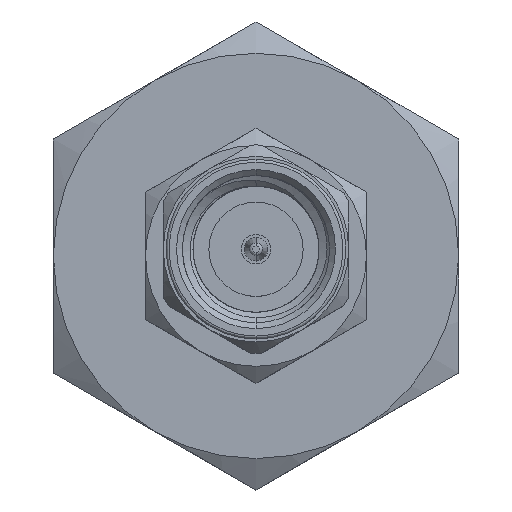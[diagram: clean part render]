
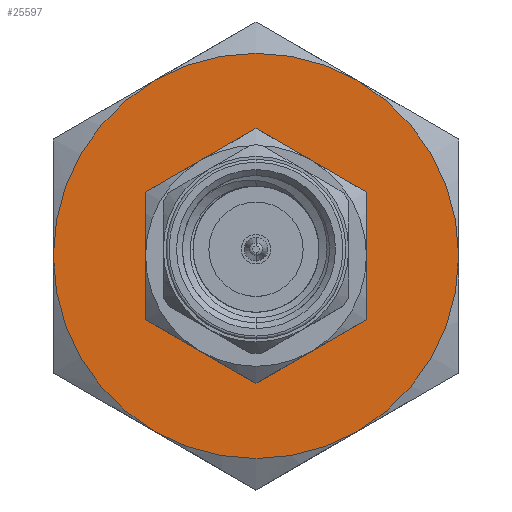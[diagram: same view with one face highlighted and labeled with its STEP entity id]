
A CAD part, top view. The second image highlights one B-rep face of the part: STEP entity #25597.
In plain terms, the highlighted face is planar.
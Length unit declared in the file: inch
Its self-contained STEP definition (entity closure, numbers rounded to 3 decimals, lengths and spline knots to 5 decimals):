
#52 = CARTESIAN_POINT ( 'NONE',  ( 0.8, 0.10825, 0.1875 ) ) ;
#300 = VERTEX_POINT ( 'NONE', #3652 ) ;
#334 = EDGE_CURVE ( 'NONE', #2471, #18592, #18052, .T. ) ;
#511 = DIRECTION ( 'NONE',  ( 0., -1., 0. ) ) ;
#1513 = LINE ( 'NONE', #1948, #3836 ) ;
#1638 = VERTEX_POINT ( 'NONE', #23683 ) ;
#1886 = CARTESIAN_POINT ( 'NONE',  ( 0.8, -0.21651, 0. ) ) ;
#1948 = CARTESIAN_POINT ( 'NONE',  ( 0.8, 0.21651, 0. ) ) ;
#1986 = DIRECTION ( 'NONE',  ( 0., 0., -1. ) ) ;
#2256 = CARTESIAN_POINT ( 'NONE',  ( 0.8, -0.10825, -0.1875 ) ) ;
#2471 = VERTEX_POINT ( 'NONE', #3414 ) ;
#2614 = ORIENTED_EDGE ( 'NONE', *, *, #334, .F. ) ;
#2680 = EDGE_CURVE ( 'NONE', #1638, #10025, #22818, .T. ) ;
#3070 = EDGE_CURVE ( 'NONE', #18592, #300, #1513, .T. ) ;
#3073 = LINE ( 'NONE', #10397, #24660 ) ;
#3394 = DIRECTION ( 'NONE',  ( 0., 1., 0. ) ) ;
#3414 = CARTESIAN_POINT ( 'NONE',  ( 0.8, 0.10825, -0.1875 ) ) ;
#3566 = VERTEX_POINT ( 'NONE', #14862 ) ;
#3652 = CARTESIAN_POINT ( 'NONE',  ( 0.8, 0.10825, 0.1875 ) ) ;
#3658 = AXIS2_PLACEMENT_3D ( 'NONE', #6292, #4156, #25679 ) ;
#3836 = VECTOR ( 'NONE', #10539, 39.37008 ) ;
#4156 = DIRECTION ( 'NONE',  ( 1., 0., 0. ) ) ;
#4373 = DIRECTION ( 'NONE',  ( 0., 0., -1. ) ) ;
#4411 = CIRCLE ( 'NONE', #20197, 0.344 ) ;
#4536 = CARTESIAN_POINT ( 'NONE',  ( 0.8, 0., 0. ) ) ;
#4612 = ORIENTED_EDGE ( 'NONE', *, *, #2680, .F. ) ;
#4746 = FACE_BOUND ( 'NONE', #8827, .T. ) ;
#5065 = VERTEX_POINT ( 'NONE', #16825 ) ;
#5561 = EDGE_CURVE ( 'NONE', #7621, #5065, #13508, .T. ) ;
#5609 = CARTESIAN_POINT ( 'NONE',  ( 0.8, -0.29791, 0.172 ) ) ;
#5824 = VECTOR ( 'NONE', #11113, 39.37008 ) ;
#6292 = CARTESIAN_POINT ( 'NONE',  ( 0.8, 0., 0. ) ) ;
#6765 = VECTOR ( 'NONE', #27389, 39.37008 ) ;
#7028 = CARTESIAN_POINT ( 'NONE',  ( 0.8, 0.29791, 0.172 ) ) ;
#7443 = ORIENTED_EDGE ( 'NONE', *, *, #18719, .T. ) ;
#7621 = VERTEX_POINT ( 'NONE', #7028 ) ;
#7624 = EDGE_CURVE ( 'NONE', #300, #3566, #26029, .T. ) ;
#8149 = ORIENTED_EDGE ( 'NONE', *, *, #7624, .F. ) ;
#8800 = DIRECTION ( 'NONE',  ( 0., 0., -1. ) ) ;
#8827 = EDGE_LOOP ( 'NONE', ( #12857, #2614, #13479, #4612, #18640, #8149 ) ) ;
#8958 = CARTESIAN_POINT ( 'NONE',  ( 0.8, -0.10825, 0.1875 ) ) ;
#9258 = EDGE_CURVE ( 'NONE', #5065, #15209, #4411, .T. ) ;
#10025 = VERTEX_POINT ( 'NONE', #2256 ) ;
#10397 = CARTESIAN_POINT ( 'NONE',  ( 0.8, -0.10825, -0.1875 ) ) ;
#10458 = CARTESIAN_POINT ( 'NONE',  ( 0.8, 0.10825, -0.1875 ) ) ;
#10539 = DIRECTION ( 'NONE',  ( 0., -0.5, 0.866 ) ) ;
#10693 = EDGE_CURVE ( 'NONE', #15291, #7621, #25979, .T. ) ;
#11113 = DIRECTION ( 'NONE',  ( 0., -0.5, -0.866 ) ) ;
#11336 = VERTEX_POINT ( 'NONE', #25088 ) ;
#11661 = EDGE_LOOP ( 'NONE', ( #15533, #11990, #7443, #22565, #22826, #15018 ) ) ;
#11766 = CIRCLE ( 'NONE', #13421, 0.344 ) ;
#11968 = CARTESIAN_POINT ( 'NONE',  ( 0.8, 0., 0. ) ) ;
#11990 = ORIENTED_EDGE ( 'NONE', *, *, #9258, .T. ) ;
#12857 = ORIENTED_EDGE ( 'NONE', *, *, #3070, .F. ) ;
#13102 = DIRECTION ( 'NONE',  ( 1., 0., 0. ) ) ;
#13421 = AXIS2_PLACEMENT_3D ( 'NONE', #22988, #23619, #1986 ) ;
#13479 = ORIENTED_EDGE ( 'NONE', *, *, #25797, .F. ) ;
#13508 = CIRCLE ( 'NONE', #13531, 0.344 ) ;
#13531 = AXIS2_PLACEMENT_3D ( 'NONE', #15519, #23832, #25783 ) ;
#13797 = EDGE_CURVE ( 'NONE', #3566, #1638, #25747, .T. ) ;
#14606 = DIRECTION ( 'NONE',  ( 0., 0., 1. ) ) ;
#14862 = CARTESIAN_POINT ( 'NONE',  ( 0.8, -0.10825, 0.1875 ) ) ;
#15018 = ORIENTED_EDGE ( 'NONE', *, *, #10693, .T. ) ;
#15209 = VERTEX_POINT ( 'NONE', #5609 ) ;
#15278 = AXIS2_PLACEMENT_3D ( 'NONE', #11968, #26790, #14606 ) ;
#15291 = VERTEX_POINT ( 'NONE', #24910 ) ;
#15519 = CARTESIAN_POINT ( 'NONE',  ( 0.8, 0., 0. ) ) ;
#15533 = ORIENTED_EDGE ( 'NONE', *, *, #5561, .T. ) ;
#16241 = PLANE ( 'NONE',  #15278 ) ;
#16825 = CARTESIAN_POINT ( 'NONE',  ( 0.8, 0., 0.344 ) ) ;
#17197 = CARTESIAN_POINT ( 'NONE',  ( 0.8, 0., 0. ) ) ;
#17609 = EDGE_CURVE ( 'NONE', #26164, #15291, #19775, .T. ) ;
#18052 = LINE ( 'NONE', #10458, #6765 ) ;
#18148 = AXIS2_PLACEMENT_3D ( 'NONE', #17197, #25814, #4373 ) ;
#18592 = VERTEX_POINT ( 'NONE', #25021 ) ;
#18640 = ORIENTED_EDGE ( 'NONE', *, *, #13797, .F. ) ;
#18719 = EDGE_CURVE ( 'NONE', #15209, #11336, #11766, .T. ) ;
#19430 = VECTOR ( 'NONE', #511, 39.37008 ) ;
#19775 = CIRCLE ( 'NONE', #18148, 0.344 ) ;
#20197 = AXIS2_PLACEMENT_3D ( 'NONE', #4536, #13102, #8800 ) ;
#20638 = DIRECTION ( 'NONE',  ( 0., 0., -1. ) ) ;
#21143 = VECTOR ( 'NONE', #23159, 39.37008 ) ;
#22336 = AXIS2_PLACEMENT_3D ( 'NONE', #22942, #22767, #20638 ) ;
#22565 = ORIENTED_EDGE ( 'NONE', *, *, #25744, .T. ) ;
#22676 = FACE_OUTER_BOUND ( 'NONE', #11661, .T. ) ;
#22767 = DIRECTION ( 'NONE',  ( 1., 0., 0. ) ) ;
#22818 = LINE ( 'NONE', #1886, #21143 ) ;
#22826 = ORIENTED_EDGE ( 'NONE', *, *, #17609, .T. ) ;
#22942 = CARTESIAN_POINT ( 'NONE',  ( 0.8, 0., 0. ) ) ;
#22988 = CARTESIAN_POINT ( 'NONE',  ( 0.8, 0., 0. ) ) ;
#23159 = DIRECTION ( 'NONE',  ( 0., 0.5, -0.866 ) ) ;
#23619 = DIRECTION ( 'NONE',  ( 1., 0., 0. ) ) ;
#23683 = CARTESIAN_POINT ( 'NONE',  ( 0.8, -0.21651, 0. ) ) ;
#23832 = DIRECTION ( 'NONE',  ( 1., 0., 0. ) ) ;
#24660 = VECTOR ( 'NONE', #3394, 39.37008 ) ;
#24910 = CARTESIAN_POINT ( 'NONE',  ( 0.8, 0.29791, -0.172 ) ) ;
#25021 = CARTESIAN_POINT ( 'NONE',  ( 0.8, 0.21651, 0. ) ) ;
#25088 = CARTESIAN_POINT ( 'NONE',  ( 0.8, -0.29791, -0.172 ) ) ;
#25597 = ADVANCED_FACE ( 'NONE', ( #4746, #22676 ), #16241, .F. ) ;
#25679 = DIRECTION ( 'NONE',  ( 0., 0., -1. ) ) ;
#25744 = EDGE_CURVE ( 'NONE', #11336, #26164, #27302, .T. ) ;
#25747 = LINE ( 'NONE', #8958, #5824 ) ;
#25783 = DIRECTION ( 'NONE',  ( 0., 0., -1. ) ) ;
#25797 = EDGE_CURVE ( 'NONE', #10025, #2471, #3073, .T. ) ;
#25814 = DIRECTION ( 'NONE',  ( 1., 0., 0. ) ) ;
#25979 = CIRCLE ( 'NONE', #22336, 0.344 ) ;
#26029 = LINE ( 'NONE', #52, #19430 ) ;
#26164 = VERTEX_POINT ( 'NONE', #26796 ) ;
#26790 = DIRECTION ( 'NONE',  ( -1., 0., 0. ) ) ;
#26796 = CARTESIAN_POINT ( 'NONE',  ( 0.8, 0., -0.344 ) ) ;
#27302 = CIRCLE ( 'NONE', #3658, 0.344 ) ;
#27389 = DIRECTION ( 'NONE',  ( 0., 0.5, 0.866 ) ) ;
